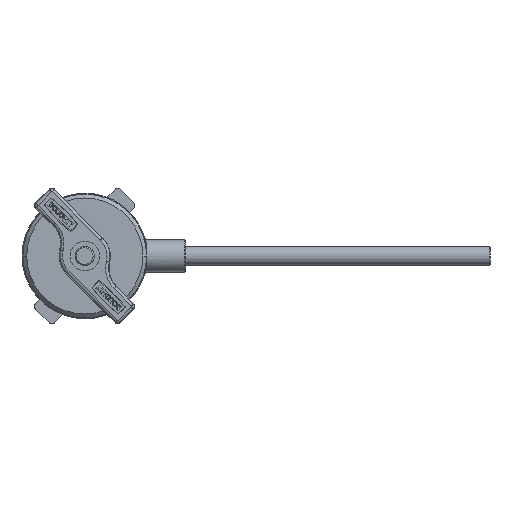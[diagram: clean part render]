
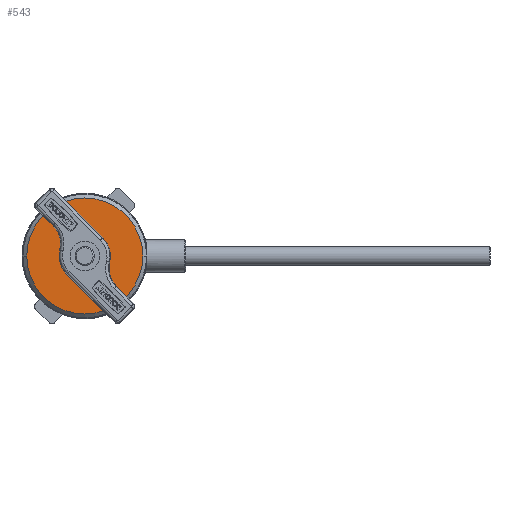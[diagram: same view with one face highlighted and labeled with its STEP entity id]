
A CAD part, left-side view. The second image highlights one B-rep face of the part: STEP entity #543.
In plain terms, the highlighted face is planar.
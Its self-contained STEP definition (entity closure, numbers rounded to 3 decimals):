
#349 = EDGE_CURVE ( 'NONE', #50590, #39276, #31868, .T. ) ;
#543 = ADVANCED_FACE ( 'NONE', ( #58216, #40916 ), #1085, .T. ) ;
#618 = DIRECTION ( 'NONE',  ( 0., 0., -1. ) ) ;
#1085 = PLANE ( 'NONE',  #46067 ) ;
#2541 = VERTEX_POINT ( 'NONE', #2808 ) ;
#2808 = CARTESIAN_POINT ( 'NONE',  ( 7.5, -12.6, 0. ) ) ;
#3817 = CARTESIAN_POINT ( 'NONE',  ( 7.5, 12.6, 0. ) ) ;
#4816 = EDGE_LOOP ( 'NONE', ( #27892, #46729 ) ) ;
#6208 = AXIS2_PLACEMENT_3D ( 'NONE', #53417, #21777, #58717 ) ;
#6474 = EDGE_CURVE ( 'NONE', #2541, #51826, #32755, .T. ) ;
#8842 = DIRECTION ( 'NONE',  ( 1., 0., 0. ) ) ;
#21777 = DIRECTION ( 'NONE',  ( 1., 0., 0. ) ) ;
#25494 = CARTESIAN_POINT ( 'NONE',  ( 7.5, 0., 0. ) ) ;
#27892 = ORIENTED_EDGE ( 'NONE', *, *, #63385, .T. ) ;
#29896 = DIRECTION ( 'NONE',  ( 0., 1., 0. ) ) ;
#31600 = DIRECTION ( 'NONE',  ( 0., 0., -1. ) ) ;
#31868 = CIRCLE ( 'NONE', #42526, 30.5 ) ;
#32357 = DIRECTION ( 'NONE',  ( 1., 0., 0. ) ) ;
#32609 = ORIENTED_EDGE ( 'NONE', *, *, #6474, .F. ) ;
#32755 = CIRCLE ( 'NONE', #60424, 12.6 ) ;
#36197 = CIRCLE ( 'NONE', #6208, 12.6 ) ;
#39276 = VERTEX_POINT ( 'NONE', #67515 ) ;
#40916 = FACE_OUTER_BOUND ( 'NONE', #4816, .T. ) ;
#42526 = AXIS2_PLACEMENT_3D ( 'NONE', #63155, #57596, #31600 ) ;
#43451 = EDGE_CURVE ( 'NONE', #51826, #2541, #36197, .T. ) ;
#45678 = CIRCLE ( 'NONE', #58613, 30.5 ) ;
#46067 = AXIS2_PLACEMENT_3D ( 'NONE', #63912, #32357, #618 ) ;
#46729 = ORIENTED_EDGE ( 'NONE', *, *, #349, .T. ) ;
#46744 = DIRECTION ( 'NONE',  ( 0., 0., -1. ) ) ;
#47961 = EDGE_LOOP ( 'NONE', ( #51691, #32609 ) ) ;
#50590 = VERTEX_POINT ( 'NONE', #59922 ) ;
#51563 = DIRECTION ( 'NONE',  ( 1., 0., 0. ) ) ;
#51691 = ORIENTED_EDGE ( 'NONE', *, *, #43451, .F. ) ;
#51826 = VERTEX_POINT ( 'NONE', #3817 ) ;
#53417 = CARTESIAN_POINT ( 'NONE',  ( 7.5, 0., 0. ) ) ;
#57596 = DIRECTION ( 'NONE',  ( 1., 0., 0. ) ) ;
#58216 = FACE_BOUND ( 'NONE', #47961, .T. ) ;
#58613 = AXIS2_PLACEMENT_3D ( 'NONE', #25494, #51563, #46744 ) ;
#58717 = DIRECTION ( 'NONE',  ( 0., 1., 0. ) ) ;
#59922 = CARTESIAN_POINT ( 'NONE',  ( 7.5, 0., -30.5 ) ) ;
#60424 = AXIS2_PLACEMENT_3D ( 'NONE', #67499, #8842, #29896 ) ;
#63155 = CARTESIAN_POINT ( 'NONE',  ( 7.5, 0., 0. ) ) ;
#63385 = EDGE_CURVE ( 'NONE', #39276, #50590, #45678, .T. ) ;
#63912 = CARTESIAN_POINT ( 'NONE',  ( 7.5, 0., 0. ) ) ;
#67499 = CARTESIAN_POINT ( 'NONE',  ( 7.5, 0., 0. ) ) ;
#67515 = CARTESIAN_POINT ( 'NONE',  ( 7.5, 0., 30.5 ) ) ;
